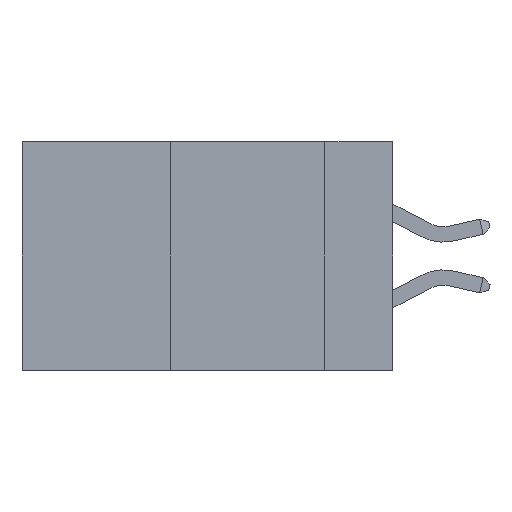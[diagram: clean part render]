
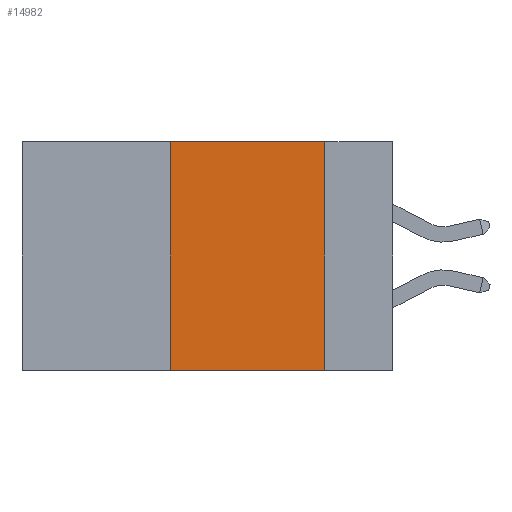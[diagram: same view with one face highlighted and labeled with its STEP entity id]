
A CAD part, left-side view. The second image highlights one B-rep face of the part: STEP entity #14982.
In plain terms, the highlighted planar face has unit normal (-1, 0, 0).
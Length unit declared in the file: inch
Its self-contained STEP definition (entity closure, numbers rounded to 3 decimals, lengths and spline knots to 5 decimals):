
#417 = CARTESIAN_POINT ( 'NONE',  ( 0., 0.6, 0. ) ) ;
#1577 = LINE ( 'NONE', #15337, #5131 ) ;
#2023 = FACE_OUTER_BOUND ( 'NONE', #5734, .T. ) ;
#2558 = DIRECTION ( 'NONE',  ( 0., 0., -1. ) ) ;
#3058 = VECTOR ( 'NONE', #5616, 39.37008 ) ;
#3827 = CARTESIAN_POINT ( 'NONE',  ( 0., 0.11, -0.37 ) ) ;
#3961 = VERTEX_POINT ( 'NONE', #16540 ) ;
#4744 = EDGE_CURVE ( 'NONE', #5011, #11148, #1577, .T. ) ;
#5011 = VERTEX_POINT ( 'NONE', #11497 ) ;
#5131 = VECTOR ( 'NONE', #7758, 39.37008 ) ;
#5616 = DIRECTION ( 'NONE',  ( 0., -1., 0. ) ) ;
#5734 = EDGE_LOOP ( 'NONE', ( #7146, #7387, #10259, #17128 ) ) ;
#6599 = EDGE_CURVE ( 'NONE', #5011, #17001, #9970, .T. ) ;
#7146 = ORIENTED_EDGE ( 'NONE', *, *, #17641, .F. ) ;
#7387 = ORIENTED_EDGE ( 'NONE', *, *, #8755, .F. ) ;
#7758 = DIRECTION ( 'NONE',  ( 0., -1., 0. ) ) ;
#7969 = PLANE ( 'NONE',  #13669 ) ;
#8033 = DIRECTION ( 'NONE',  ( 0., 0., -1. ) ) ;
#8755 = EDGE_CURVE ( 'NONE', #17001, #3961, #11603, .T. ) ;
#9506 = VECTOR ( 'NONE', #19523, 39.37008 ) ;
#9970 = LINE ( 'NONE', #11969, #9506 ) ;
#10093 = CARTESIAN_POINT ( 'NONE',  ( 0., 0.11, 0. ) ) ;
#10259 = ORIENTED_EDGE ( 'NONE', *, *, #6599, .F. ) ;
#11148 = VERTEX_POINT ( 'NONE', #3827 ) ;
#11497 = CARTESIAN_POINT ( 'NONE',  ( 0., 0.36, -0.37 ) ) ;
#11603 = LINE ( 'NONE', #17746, #3058 ) ;
#11969 = CARTESIAN_POINT ( 'NONE',  ( 0., 0.36, 0. ) ) ;
#13669 = AXIS2_PLACEMENT_3D ( 'NONE', #417, #17129, #8033 ) ;
#14982 = ADVANCED_FACE ( 'NONE', ( #2023 ), #7969, .F. ) ;
#15337 = CARTESIAN_POINT ( 'NONE',  ( 0., 0.6, -0.37 ) ) ;
#16540 = CARTESIAN_POINT ( 'NONE',  ( 0., 0.11, 0. ) ) ;
#17001 = VERTEX_POINT ( 'NONE', #17756 ) ;
#17128 = ORIENTED_EDGE ( 'NONE', *, *, #4744, .T. ) ;
#17129 = DIRECTION ( 'NONE',  ( 1., 0., 0. ) ) ;
#17641 = EDGE_CURVE ( 'NONE', #3961, #11148, #18402, .T. ) ;
#17746 = CARTESIAN_POINT ( 'NONE',  ( 0., 0.6, 0. ) ) ;
#17756 = CARTESIAN_POINT ( 'NONE',  ( 0., 0.36, 0. ) ) ;
#17935 = VECTOR ( 'NONE', #2558, 39.37008 ) ;
#18402 = LINE ( 'NONE', #10093, #17935 ) ;
#19523 = DIRECTION ( 'NONE',  ( 0., 0., 1. ) ) ;
